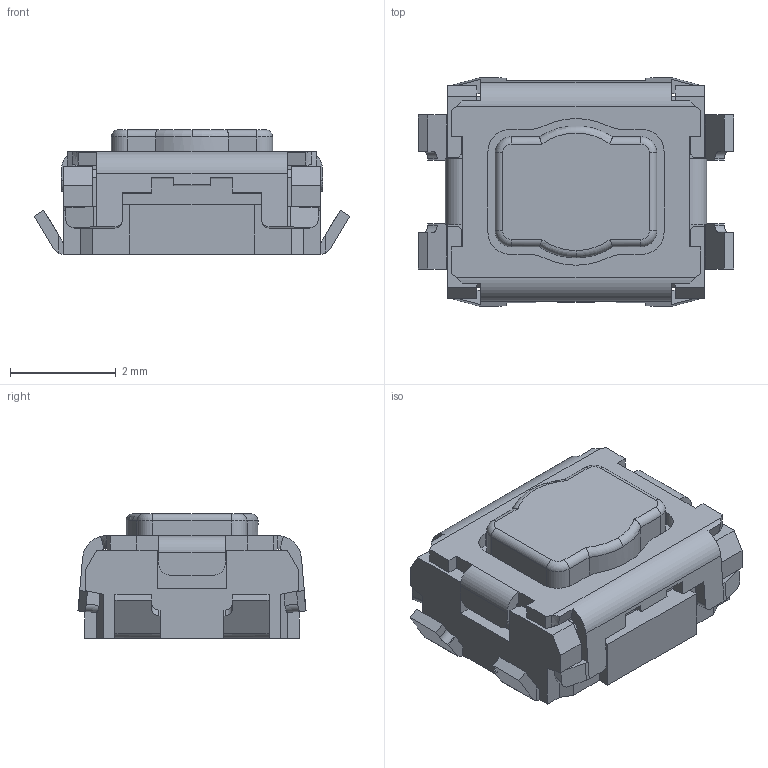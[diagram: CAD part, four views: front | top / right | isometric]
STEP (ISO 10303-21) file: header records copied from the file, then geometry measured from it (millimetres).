
FILE_DESCRIPTION(/* description */ (''),/* implementation_level */ '2;1');
FILE_NAME(/* name */ 'Untitled.step',/* time_stamp */ '2018-02-25T16:31:27+10:00',/* author */ (''),/* organization */ (''),/* preprocessor_version */ 'ST-DEVELOPER v16.13',/* originating_system */ 'Autodesk Translation Framework v6.5.0.72',/* authorisation */ '');
FILE_SCHEMA (('AUTOMOTIVE_DESIGN { 1 0 10303 214 3 1 1 }'));
Length unit declared in the file: millimetre
Products named in the file (1): EVPAA802Q
Bounding box: 5.97 x 4.32 x 2.36 mm (x, y, z)
Volume: 38.1 mm3; surface area: 114.3 mm2
Topology: 1 solids, 1 shells, 288 faces, 825 edges, 538 vertices
Faces by surface type: plane 209, cylinder 68, torus 7, bspline 4
Full cylindrical faces by diameter (mm): 0.556 x2
Entity records: 9588 total; most frequent: CARTESIAN_POINT 1840, ORIENTED_EDGE 1650, DIRECTION 1512, EDGE_CURVE 825, LINE 668, VECTOR 668, VERTEX_POINT 538, AXIS2_PLACEMENT_3D 422
